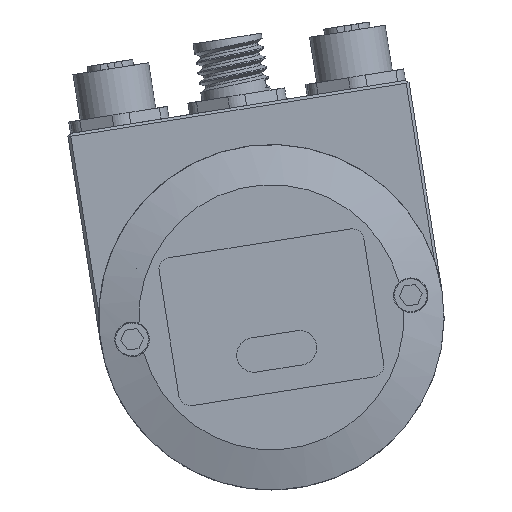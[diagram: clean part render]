
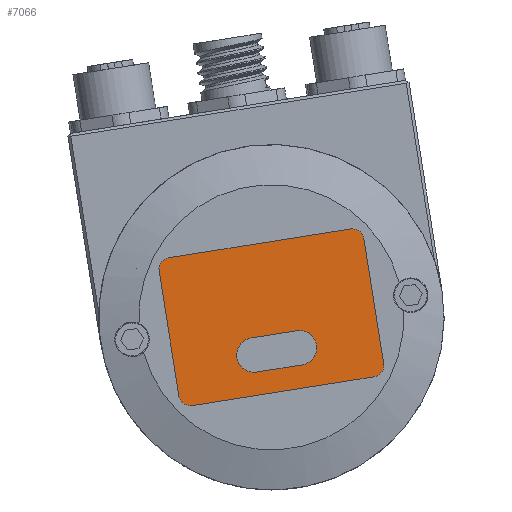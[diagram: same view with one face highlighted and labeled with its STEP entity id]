
A CAD part, front view. The second image highlights one B-rep face of the part: STEP entity #7066.
In plain terms, the highlighted planar face has unit normal (0, -1, 0).
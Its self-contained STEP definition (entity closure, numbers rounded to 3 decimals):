
#228 = VERTEX_POINT ( 'NONE', #19677 ) ;
#374 = VECTOR ( 'NONE', #10507, 1000. ) ;
#449 = ORIENTED_EDGE ( 'NONE', *, *, #16246, .T. ) ;
#480 = ORIENTED_EDGE ( 'NONE', *, *, #17345, .F. ) ;
#996 = DIRECTION ( 'NONE',  ( 0.988, 0., 0.156 ) ) ;
#1079 = ORIENTED_EDGE ( 'NONE', *, *, #11700, .T. ) ;
#1312 = VERTEX_POINT ( 'NONE', #21446 ) ;
#1534 = CARTESIAN_POINT ( 'NONE',  ( -12.326, -65.265, -23.418 ) ) ;
#2244 = LINE ( 'NONE', #10793, #8917 ) ;
#2253 = LINE ( 'NONE', #18828, #12514 ) ;
#2423 = VECTOR ( 'NONE', #18559, 1000. ) ;
#2975 = CIRCLE ( 'NONE', #17977, 2. ) ;
#3039 = CARTESIAN_POINT ( 'NONE',  ( 19.789, -65.265, 3.943 ) ) ;
#3704 = VERTEX_POINT ( 'NONE', #16821 ) ;
#4833 = VERTEX_POINT ( 'NONE', #1534 ) ;
#5289 = CARTESIAN_POINT ( 'NONE',  ( 17.813, -65.265, 3.63 ) ) ;
#5985 = CIRCLE ( 'NONE', #14369, 2. ) ;
#6145 = ORIENTED_EDGE ( 'NONE', *, *, #20651, .F. ) ;
#6495 = VECTOR ( 'NONE', #6885, 1000. ) ;
#6739 = CARTESIAN_POINT ( 'NONE',  ( 21.255, -65.265, -18.099 ) ) ;
#6885 = DIRECTION ( 'NONE',  ( 0.156, 0., -0.988 ) ) ;
#7066 = ADVANCED_FACE ( 'NONE', ( #10506, #19047 ), #10364, .T. ) ;
#7154 = VERTEX_POINT ( 'NONE', #3039 ) ;
#7324 = AXIS2_PLACEMENT_3D ( 'NONE', #18658, #16477, #14635 ) ;
#7345 = CIRCLE ( 'NONE', #12200, 3. ) ;
#7549 = CIRCLE ( 'NONE', #8435, 2. ) ;
#7823 = EDGE_CURVE ( 'NONE', #18742, #16066, #21835, .T. ) ;
#7920 = ORIENTED_EDGE ( 'NONE', *, *, #13591, .T. ) ;
#8358 = VERTEX_POINT ( 'NONE', #10740 ) ;
#8435 = AXIS2_PLACEMENT_3D ( 'NONE', #6739, #25237, #17132 ) ;
#8917 = VECTOR ( 'NONE', #20900, 1000. ) ;
#9061 = ORIENTED_EDGE ( 'NONE', *, *, #26635, .F. ) ;
#9084 = VERTEX_POINT ( 'NONE', #16200 ) ;
#9146 = DIRECTION ( 'NONE',  ( 0., -1., 0. ) ) ;
#9211 = ORIENTED_EDGE ( 'NONE', *, *, #26908, .T. ) ;
#10066 = AXIS2_PLACEMENT_3D ( 'NONE', #5289, #19920, #996 ) ;
#10364 = PLANE ( 'NONE',  #25614 ) ;
#10506 = FACE_BOUND ( 'NONE', #24284, .T. ) ;
#10507 = DIRECTION ( 'NONE',  ( -0.988, 0., -0.156 ) ) ;
#10740 = CARTESIAN_POINT ( 'NONE',  ( 8.151, -65.265, -12.075 ) ) ;
#10793 = CARTESIAN_POINT ( 'NONE',  ( -10.038, -65.265, -25.08 ) ) ;
#11508 = CARTESIAN_POINT ( 'NONE',  ( -13.793, -65.265, -1.376 ) ) ;
#11700 = EDGE_CURVE ( 'NONE', #228, #22376, #2244, .T. ) ;
#11966 = CARTESIAN_POINT ( 'NONE',  ( -14.105, -65.265, 0.599 ) ) ;
#12200 = AXIS2_PLACEMENT_3D ( 'NONE', #21565, #25536, #21163 ) ;
#12272 = LINE ( 'NONE', #23066, #374 ) ;
#12482 = EDGE_CURVE ( 'NONE', #9084, #7154, #2253, .T. ) ;
#12514 = VECTOR ( 'NONE', #25424, 1000. ) ;
#12838 = ORIENTED_EDGE ( 'NONE', *, *, #16765, .T. ) ;
#13421 = CARTESIAN_POINT ( 'NONE',  ( -10.351, -65.265, -23.105 ) ) ;
#13478 = CIRCLE ( 'NONE', #7324, 3. ) ;
#13508 = DIRECTION ( 'NONE',  ( -0.988, 0., -0.156 ) ) ;
#13591 = EDGE_CURVE ( 'NONE', #4833, #228, #2975, .T. ) ;
#13693 = DIRECTION ( 'NONE',  ( 0., -1., 0. ) ) ;
#14361 = CARTESIAN_POINT ( 'NONE',  ( 17.813, -65.265, 3.63 ) ) ;
#14369 = AXIS2_PLACEMENT_3D ( 'NONE', #11508, #13693, #17624 ) ;
#14604 = CARTESIAN_POINT ( 'NONE',  ( 0.25, -65.265, -13.326 ) ) ;
#14635 = DIRECTION ( 'NONE',  ( 0.988, 0., 0.156 ) ) ;
#14683 = ORIENTED_EDGE ( 'NONE', *, *, #7823, .T. ) ;
#15593 = CARTESIAN_POINT ( 'NONE',  ( -14.047, -65.265, -12.553 ) ) ;
#15733 = LINE ( 'NONE', #15593, #6495 ) ;
#16066 = VERTEX_POINT ( 'NONE', #11966 ) ;
#16200 = CARTESIAN_POINT ( 'NONE',  ( 23.23, -65.265, -17.786 ) ) ;
#16246 = EDGE_CURVE ( 'NONE', #16066, #1312, #5985, .T. ) ;
#16477 = DIRECTION ( 'NONE',  ( 0., -1., 0. ) ) ;
#16765 = EDGE_CURVE ( 'NONE', #1312, #4833, #15733, .T. ) ;
#16821 = CARTESIAN_POINT ( 'NONE',  ( 1.188, -65.265, -19.252 ) ) ;
#17132 = DIRECTION ( 'NONE',  ( 0.988, 0., 0.156 ) ) ;
#17345 = EDGE_CURVE ( 'NONE', #18929, #8358, #13478, .T. ) ;
#17620 = DIRECTION ( 'NONE',  ( 0.988, 0., 0.156 ) ) ;
#17624 = DIRECTION ( 'NONE',  ( 0.988, 0., 0.156 ) ) ;
#17898 = VECTOR ( 'NONE', #13508, 1000. ) ;
#17977 = AXIS2_PLACEMENT_3D ( 'NONE', #13421, #9146, #17620 ) ;
#18369 = EDGE_CURVE ( 'NONE', #7154, #18742, #23299, .T. ) ;
#18518 = DIRECTION ( 'NONE',  ( 0., -1., 0. ) ) ;
#18559 = DIRECTION ( 'NONE',  ( 0.988, 0., 0.156 ) ) ;
#18658 = CARTESIAN_POINT ( 'NONE',  ( 8.621, -65.265, -15.038 ) ) ;
#18742 = VERTEX_POINT ( 'NONE', #21231 ) ;
#18828 = CARTESIAN_POINT ( 'NONE',  ( 21.51, -65.265, -6.922 ) ) ;
#18929 = VERTEX_POINT ( 'NONE', #22854 ) ;
#19047 = FACE_OUTER_BOUND ( 'NONE', #21072, .T. ) ;
#19677 = CARTESIAN_POINT ( 'NONE',  ( -10.038, -65.265, -25.08 ) ) ;
#19920 = DIRECTION ( 'NONE',  ( 0., -1., 0. ) ) ;
#20651 = EDGE_CURVE ( 'NONE', #8358, #25330, #12272, .T. ) ;
#20900 = DIRECTION ( 'NONE',  ( 0.988, 0., 0.156 ) ) ;
#21072 = EDGE_LOOP ( 'NONE', ( #26912, #25576, #14683, #449, #12838, #7920, #1079, #9211 ) ) ;
#21163 = DIRECTION ( 'NONE',  ( 0.988, 0., 0.156 ) ) ;
#21231 = CARTESIAN_POINT ( 'NONE',  ( 17.501, -65.265, 5.605 ) ) ;
#21446 = CARTESIAN_POINT ( 'NONE',  ( -15.768, -65.265, -1.689 ) ) ;
#21565 = CARTESIAN_POINT ( 'NONE',  ( 0.719, -65.265, -16.289 ) ) ;
#21691 = CARTESIAN_POINT ( 'NONE',  ( -14.105, -65.265, 0.599 ) ) ;
#21835 = LINE ( 'NONE', #21691, #17898 ) ;
#22376 = VERTEX_POINT ( 'NONE', #24693 ) ;
#22854 = CARTESIAN_POINT ( 'NONE',  ( 9.09, -65.265, -18.001 ) ) ;
#23066 = CARTESIAN_POINT ( 'NONE',  ( 0.25, -65.265, -13.326 ) ) ;
#23299 = CIRCLE ( 'NONE', #10066, 2. ) ;
#24090 = ORIENTED_EDGE ( 'NONE', *, *, #24986, .F. ) ;
#24284 = EDGE_LOOP ( 'NONE', ( #9061, #6145, #480, #24090 ) ) ;
#24693 = CARTESIAN_POINT ( 'NONE',  ( 21.568, -65.265, -20.075 ) ) ;
#24760 = CARTESIAN_POINT ( 'NONE',  ( 1.188, -65.265, -19.252 ) ) ;
#24986 = EDGE_CURVE ( 'NONE', #3704, #18929, #26957, .T. ) ;
#25237 = DIRECTION ( 'NONE',  ( 0., -1., 0. ) ) ;
#25330 = VERTEX_POINT ( 'NONE', #14604 ) ;
#25424 = DIRECTION ( 'NONE',  ( -0.156, 0., 0.988 ) ) ;
#25536 = DIRECTION ( 'NONE',  ( 0., -1., 0. ) ) ;
#25576 = ORIENTED_EDGE ( 'NONE', *, *, #18369, .T. ) ;
#25614 = AXIS2_PLACEMENT_3D ( 'NONE', #14361, #18518, #26925 ) ;
#26635 = EDGE_CURVE ( 'NONE', #25330, #3704, #7345, .T. ) ;
#26908 = EDGE_CURVE ( 'NONE', #22376, #9084, #7549, .T. ) ;
#26912 = ORIENTED_EDGE ( 'NONE', *, *, #12482, .T. ) ;
#26925 = DIRECTION ( 'NONE',  ( 0.988, 0., 0.156 ) ) ;
#26957 = LINE ( 'NONE', #24760, #2423 ) ;
